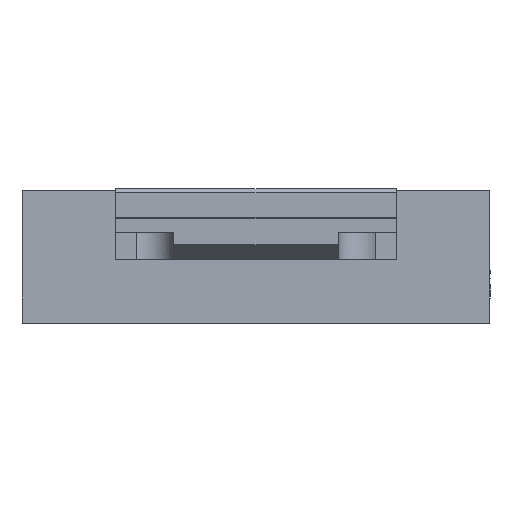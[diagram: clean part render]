
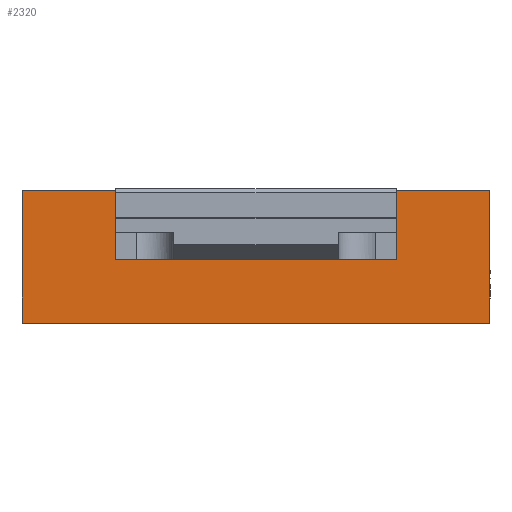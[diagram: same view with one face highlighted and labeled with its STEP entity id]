
A CAD part, top view. The second image highlights one B-rep face of the part: STEP entity #2320.
In plain terms, the highlighted free-form (B-spline) face has degree [1, 1] with [2, 2] control points.
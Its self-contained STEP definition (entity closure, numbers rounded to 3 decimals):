
#1350 = CARTESIAN_POINT ('', (86., 0., 21.6));
#1360 = VERTEX_POINT ('', #1350);
#1420 = CARTESIAN_POINT ('', (0., 0., 21.6));
#1430 = VERTEX_POINT ('', #1420);
#1440 = CARTESIAN_POINT ('', (86., 0., 21.6));
#1450 = CARTESIAN_POINT ('', (0., 0., 21.6));
#1460 = B_SPLINE_CURVE_WITH_KNOTS ('', 1, (#1440, #1450), .UNSPECIFIED., .F., .U., (2, 2), (0., 1.), .UNSPECIFIED.);
#1470 = EDGE_CURVE ('', #1360, #1430, #1460, .T.);
#1630 = CARTESIAN_POINT ('', (68.75, 11.7, 21.6));
#1640 = VERTEX_POINT ('', #1630);
#1650 = CARTESIAN_POINT ('', (68.75, 24.3, 21.6));
#1660 = VERTEX_POINT ('', #1650);
#1670 = CARTESIAN_POINT ('', (68.75, 11.7, 21.6));
#1680 = CARTESIAN_POINT ('', (68.75, 24.3, 21.6));
#1690 = B_SPLINE_CURVE_WITH_KNOTS ('', 1, (#1670, #1680), .UNSPECIFIED., .F., .U., (2, 2), (0., 1.), .UNSPECIFIED.);
#1700 = EDGE_CURVE ('', #1640, #1660, #1690, .T.);
#1710 = ORIENTED_EDGE ('', *, *, #1700, .F.);
#1720 = CARTESIAN_POINT ('', (63., 11.7, 21.6));
#1730 = VERTEX_POINT ('', #1720);
#1740 = CARTESIAN_POINT ('', (68.75, 11.7, 21.6));
#1750 = CARTESIAN_POINT ('', (63., 11.7, 21.6));
#1760 = B_SPLINE_CURVE_WITH_KNOTS ('', 1, (#1740, #1750), .UNSPECIFIED., .F., .U., (2, 2), (0., 1.), .UNSPECIFIED.);
#1770 = EDGE_CURVE ('', #1640, #1730, #1760, .T.);
#1780 = ORIENTED_EDGE ('', *, *, #1770, .T.);
#1790 = CARTESIAN_POINT ('', (23., 11.7, 21.6));
#1800 = VERTEX_POINT ('', #1790);
#1810 = CARTESIAN_POINT ('', (23., 11.7, 21.6));
#1820 = CARTESIAN_POINT ('', (63., 11.7, 21.6));
#1830 = B_SPLINE_CURVE_WITH_KNOTS ('', 1, (#1810, #1820), .UNSPECIFIED., .F., .U., (2, 2), (0., 1.), .UNSPECIFIED.);
#1840 = EDGE_CURVE ('', #1800, #1730, #1830, .T.);
#1850 = ORIENTED_EDGE ('', *, *, #1840, .F.);
#1860 = CARTESIAN_POINT ('', (17.25, 11.7, 21.6));
#1870 = VERTEX_POINT ('', #1860);
#1880 = CARTESIAN_POINT ('', (17.25, 11.7, 21.6));
#1890 = CARTESIAN_POINT ('', (23., 11.7, 21.6));
#1900 = B_SPLINE_CURVE_WITH_KNOTS ('', 1, (#1880, #1890), .UNSPECIFIED., .F., .U., (2, 2), (0., 1.), .UNSPECIFIED.);
#1910 = EDGE_CURVE ('', #1870, #1800, #1900, .T.);
#1920 = ORIENTED_EDGE ('', *, *, #1910, .F.);
#1930 = CARTESIAN_POINT ('', (17.25, 24.3, 21.6));
#1940 = VERTEX_POINT ('', #1930);
#1950 = CARTESIAN_POINT ('', (17.25, 11.7, 21.6));
#1960 = CARTESIAN_POINT ('', (17.25, 24.3, 21.6));
#1970 = B_SPLINE_CURVE_WITH_KNOTS ('', 1, (#1950, #1960), .UNSPECIFIED., .F., .U., (2, 2), (0., 1.), .UNSPECIFIED.);
#1980 = EDGE_CURVE ('', #1870, #1940, #1970, .T.);
#1990 = ORIENTED_EDGE ('', *, *, #1980, .T.);
#2000 = CARTESIAN_POINT ('', (0., 24.3, 21.6));
#2010 = VERTEX_POINT ('', #2000);
#2020 = CARTESIAN_POINT ('', (0., 24.3, 21.6));
#2030 = CARTESIAN_POINT ('', (17.25, 24.3, 21.6));
#2040 = B_SPLINE_CURVE_WITH_KNOTS ('', 1, (#2020, #2030), .UNSPECIFIED., .F., .U., (2, 2), (0., 1.), .UNSPECIFIED.);
#2050 = EDGE_CURVE ('', #2010, #1940, #2040, .T.);
#2060 = ORIENTED_EDGE ('', *, *, #2050, .F.);
#2070 = CARTESIAN_POINT ('', (0., 0., 21.6));
#2080 = CARTESIAN_POINT ('', (0., 24.3, 21.6));
#2090 = B_SPLINE_CURVE_WITH_KNOTS ('', 1, (#2070, #2080), .UNSPECIFIED., .F., .U., (2, 2), (0., 1.), .UNSPECIFIED.);
#2100 = EDGE_CURVE ('', #1430, #2010, #2090, .T.);
#2110 = ORIENTED_EDGE ('', *, *, #2100, .F.);
#2120 = ORIENTED_EDGE ('', *, *, #1470, .F.);
#2130 = CARTESIAN_POINT ('', (86., 24.3, 21.6));
#2140 = VERTEX_POINT ('', #2130);
#2150 = CARTESIAN_POINT ('', (86., 24.3, 21.6));
#2160 = CARTESIAN_POINT ('', (86., 0., 21.6));
#2170 = B_SPLINE_CURVE_WITH_KNOTS ('', 1, (#2150, #2160), .UNSPECIFIED., .F., .U., (2, 2), (0., 1.), .UNSPECIFIED.);
#2180 = EDGE_CURVE ('', #2140, #1360, #2170, .T.);
#2190 = ORIENTED_EDGE ('', *, *, #2180, .F.);
#2200 = CARTESIAN_POINT ('', (86., 24.3, 21.6));
#2210 = CARTESIAN_POINT ('', (68.75, 24.3, 21.6));
#2220 = B_SPLINE_CURVE_WITH_KNOTS ('', 1, (#2200, #2210), .UNSPECIFIED., .F., .U., (2, 2), (0., 1.), .UNSPECIFIED.);
#2230 = EDGE_CURVE ('', #2140, #1660, #2220, .T.);
#2240 = ORIENTED_EDGE ('', *, *, #2230, .T.);
#2250 = EDGE_LOOP ('', (#1710, #1780, #1850, #1920, #1990, #2060, #2110, #2120, #2190, #2240));
#2260 = FACE_OUTER_BOUND ('', #2250, .T.);
#2270 = CARTESIAN_POINT ('', (0., 0., 21.6));
#2280 = CARTESIAN_POINT ('', (0., 24.3, 21.6));
#2290 = CARTESIAN_POINT ('', (86., 0., 21.6));
#2300 = CARTESIAN_POINT ('', (86., 24.3, 21.6));
#2310 = B_SPLINE_SURFACE_WITH_KNOTS ('', 1, 1, ((#2270, #2280), (#2290, #2300)), .UNSPECIFIED., .F., .F., .U., (2, 2), (2, 2), (0., 1.), (0., 1.), .UNSPECIFIED.);
#2320 = ADVANCED_FACE ('', (#2260), #2310, .T.);
